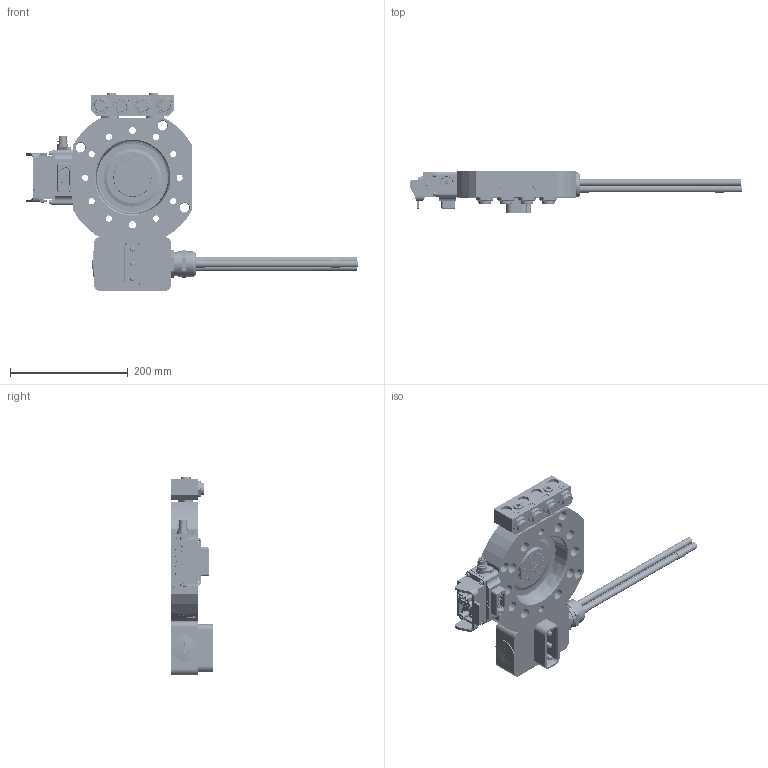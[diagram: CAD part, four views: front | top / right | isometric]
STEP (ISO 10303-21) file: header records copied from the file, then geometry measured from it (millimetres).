
FILE_DESCRIPTION (( 'STEP AP203' ), '1' );
FILE_NAME ('P1518.STEP', '2019-04-26T09:33:22', ( 'admin' ), ( '' ), 'SwSTEP 2.0', 'SolidWorks 2017', '' );
FILE_SCHEMA (( 'CONFIG_CONTROL_DESIGN' ));
Length unit declared in the file: millimetre
Products named in the file (1): P1518
Bounding box: 563.09 x 71 x 335.5 mm (x, y, z)
Surface area: 526559.6 mm2 (no closed solid volume)
Topology: 0 solids, 124 shells, 5473 faces, 13371 edges, 8559 vertices
Faces by surface type: plane 2570, cylinder 1858, cone 471, bspline 409, torus 160, sphere 5
Entity records: 203244 total; most frequent: CARTESIAN_POINT 78472, ORIENTED_EDGE 26364, DIRECTION 24299, EDGE_CURVE 13278, AXIS2_PLACEMENT_3D 8670, VERTEX_POINT 8555, VECTOR 6959, LINE 6959
